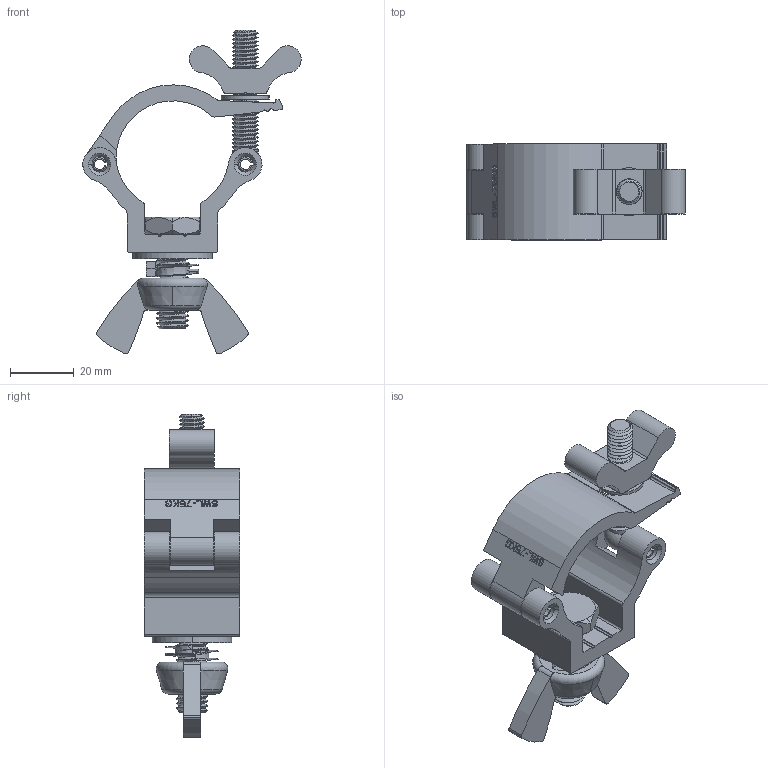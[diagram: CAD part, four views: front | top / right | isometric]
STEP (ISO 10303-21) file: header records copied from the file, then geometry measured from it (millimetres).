
FILE_DESCRIPTION(/* description */ ('35mm Light Duty Clamp for Truss or Tubing'),/* implementation_level */ '2;1');
FILE_NAME(/* name */ 'EVT35C-AJC.step',/* time_stamp */ '2024-01-22T15:48:05-08:00',/* author */ (''),/* organization */ (''),/* preprocessor_version */ 'ST-DEVELOPER v20',/* originating_system */ 'Autodesk Translation Framework v12.14.0.127',/* authorisation */ '');
FILE_SCHEMA (('AUTOMOTIVE_DESIGN { 1 0 10303 214 3 1 1 }'));
Length unit declared in the file: millimetre
Products named in the file (2): EVT35C-AJC; EVT35C-AJC_1
Assembly tree (1 placements, depth 2):
  EVT35C-AJC
    EVT35C-AJC_1
Bounding box: 68.33 x 30 x 101.32 mm (x, y, z)
Volume: 37361.4 mm3; surface area: 24870 mm2
Topology: 11 solids, 11 shells, 576 faces, 1603 edges, 1054 vertices
Faces by surface type: plane 269, cylinder 213, cone 46, bspline 38, torus 8, sphere 2
Entity records: 30252 total; most frequent: CARTESIAN_POINT 15931, ORIENTED_EDGE 3202, DIRECTION 2638, EDGE_CURVE 1601, VERTEX_POINT 1054, LINE 966, VECTOR 966, AXIS2_PLACEMENT_3D 836
